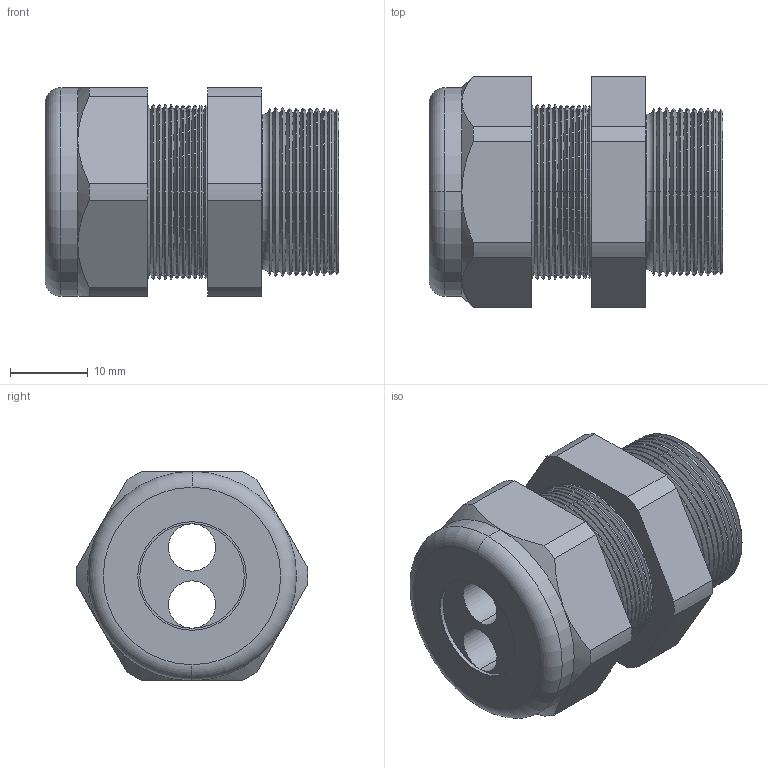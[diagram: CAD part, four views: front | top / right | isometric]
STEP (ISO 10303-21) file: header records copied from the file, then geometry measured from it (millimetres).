
FILE_DESCRIPTION (( 'STEP AP203' ), '1' );
FILE_NAME ('CD16A6-GY.STEP', '2008-11-17T07:46:35', ( 'bay06' ), ( '' ), 'SwSTEP 2.0', 'SolidWorks 2007', '' );
FILE_SCHEMA (( 'CONFIG_CONTROL_DESIGN' ));
Length unit declared in the file: inch
Products named in the file (1): CD16A6-GY
Bounding box: 37.85 x 29.88 x 26.92 mm (x, y, z)
Volume: 13079.7 mm3; surface area: 7801.4 mm2
Topology: 2 solids, 2 shells, 180 faces, 382 edges, 210 vertices
Faces by surface type: cone 130, cylinder 24, plane 20, torus 6
Entity records: 4895 total; most frequent: DIRECTION 924, CARTESIAN_POINT 857, ORIENTED_EDGE 764, EDGE_CURVE 382, AXIS2_PLACEMENT_3D 373, VERTEX_POINT 210, CIRCLE 192, EDGE_LOOP 190
